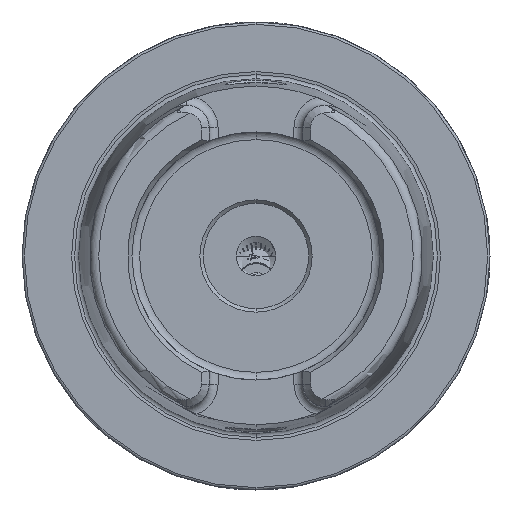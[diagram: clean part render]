
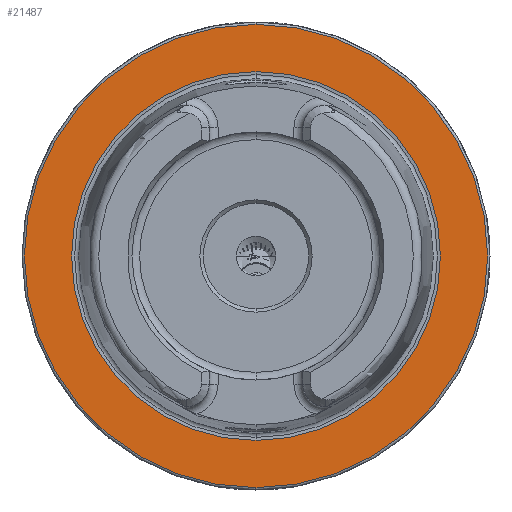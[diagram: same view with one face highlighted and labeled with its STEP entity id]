
A CAD part, left-side view. The second image highlights one B-rep face of the part: STEP entity #21487.
In plain terms, the highlighted planar face has unit normal (-1, 0, 0).
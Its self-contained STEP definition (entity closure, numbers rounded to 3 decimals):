
#750 = VERTEX_POINT ( 'NONE', #25723 ) ;
#3393 = DIRECTION ( 'NONE',  ( 0., 0., -1. ) ) ;
#3409 = ORIENTED_EDGE ( 'NONE', *, *, #3987, .T. ) ;
#3451 = DIRECTION ( 'NONE',  ( 0., 0., 1. ) ) ;
#3691 = ORIENTED_EDGE ( 'NONE', *, *, #9295, .T. ) ;
#3934 = AXIS2_PLACEMENT_3D ( 'NONE', #23094, #12984, #3451 ) ;
#3987 = EDGE_CURVE ( 'NONE', #8567, #12668, #25747, .T. ) ;
#4658 = CIRCLE ( 'NONE', #9466, 39.405 ) ;
#7040 = EDGE_CURVE ( 'NONE', #750, #21839, #20023, .T. ) ;
#8231 = PLANE ( 'NONE',  #21955 ) ;
#8397 = EDGE_LOOP ( 'NONE', ( #27380, #15756 ) ) ;
#8567 = VERTEX_POINT ( 'NONE', #10045 ) ;
#9295 = EDGE_CURVE ( 'NONE', #12668, #8567, #15112, .T. ) ;
#9466 = AXIS2_PLACEMENT_3D ( 'NONE', #11048, #14106, #24360 ) ;
#9654 = DIRECTION ( 'NONE',  ( -1., 0., 0. ) ) ;
#10045 = CARTESIAN_POINT ( 'NONE',  ( 0., 0., -49.5 ) ) ;
#11048 = CARTESIAN_POINT ( 'NONE',  ( 0., 0., 0. ) ) ;
#11650 = CARTESIAN_POINT ( 'NONE',  ( 0., 0., 39.405 ) ) ;
#12668 = VERTEX_POINT ( 'NONE', #28506 ) ;
#12984 = DIRECTION ( 'NONE',  ( -1., 0., 0. ) ) ;
#14091 = DIRECTION ( 'NONE',  ( 0., 0., 1. ) ) ;
#14106 = DIRECTION ( 'NONE',  ( -1., 0., 0. ) ) ;
#14521 = EDGE_LOOP ( 'NONE', ( #3691, #3409 ) ) ;
#15065 = EDGE_CURVE ( 'NONE', #21839, #750, #4658, .T. ) ;
#15112 = CIRCLE ( 'NONE', #25296, 49.5 ) ;
#15756 = ORIENTED_EDGE ( 'NONE', *, *, #7040, .F. ) ;
#15983 = CARTESIAN_POINT ( 'NONE',  ( 0., 49.5, 0. ) ) ;
#16326 = DIRECTION ( 'NONE',  ( 1., 0., 0. ) ) ;
#16805 = CARTESIAN_POINT ( 'NONE',  ( 0., 0., 0. ) ) ;
#19893 = AXIS2_PLACEMENT_3D ( 'NONE', #29875, #9654, #27487 ) ;
#20023 = CIRCLE ( 'NONE', #3934, 39.405 ) ;
#21193 = FACE_BOUND ( 'NONE', #8397, .T. ) ;
#21487 = ADVANCED_FACE ( 'NONE', ( #21193, #28749 ), #8231, .F. ) ;
#21839 = VERTEX_POINT ( 'NONE', #11650 ) ;
#21955 = AXIS2_PLACEMENT_3D ( 'NONE', #15983, #16326, #3393 ) ;
#23094 = CARTESIAN_POINT ( 'NONE',  ( 0., 0., 0. ) ) ;
#24360 = DIRECTION ( 'NONE',  ( 0., 0., 1. ) ) ;
#25296 = AXIS2_PLACEMENT_3D ( 'NONE', #16805, #27023, #14091 ) ;
#25723 = CARTESIAN_POINT ( 'NONE',  ( 0., 0., -39.405 ) ) ;
#25747 = CIRCLE ( 'NONE', #19893, 49.5 ) ;
#27023 = DIRECTION ( 'NONE',  ( -1., 0., 0. ) ) ;
#27380 = ORIENTED_EDGE ( 'NONE', *, *, #15065, .F. ) ;
#27487 = DIRECTION ( 'NONE',  ( 0., 0., 1. ) ) ;
#28506 = CARTESIAN_POINT ( 'NONE',  ( 0., 0., 49.5 ) ) ;
#28749 = FACE_OUTER_BOUND ( 'NONE', #14521, .T. ) ;
#29875 = CARTESIAN_POINT ( 'NONE',  ( 0., 0., 0. ) ) ;
